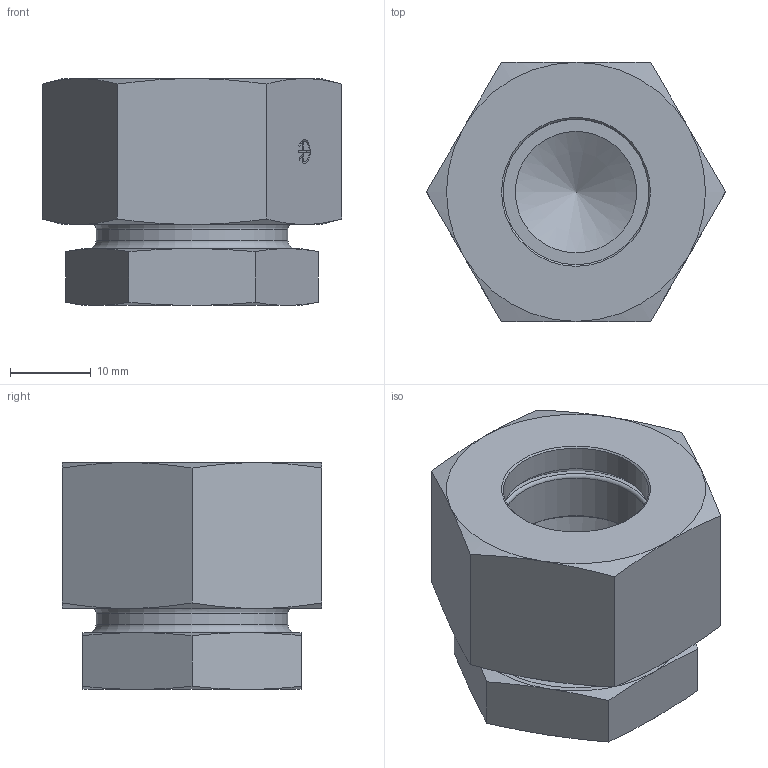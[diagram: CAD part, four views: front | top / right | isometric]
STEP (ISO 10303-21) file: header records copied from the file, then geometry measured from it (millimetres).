
FILE_DESCRIPTION(/* description */ (''),/* implementation_level */ '2;1');
FILE_NAME(/* name */ 'rov_18_l.stp',/* time_stamp */ '2017-02-09T10:36:45+01:00',/* author */ ('leitheußer'),/* organization */ (''),/* preprocessor_version */ 'ST-DEVELOPER v15.6',/* originating_system */ 'Autodesk Inventor LT ',/* authorisation */ '');
FILE_SCHEMA (('AUTOMOTIVE_DESIGN { 1 0 10303 214 3 1 1 }'));
Length unit declared in the file: millimetre
Products named in the file (1): Assembly TN 296 - 18L
Bounding box: 36.95 x 32 x 28 mm (x, y, z)
Volume: 16829.9 mm3; surface area: 9238.9 mm2
Topology: 3 solids, 3 shells, 95 faces, 203 edges, 122 vertices
Faces by surface type: plane 38, cone 36, cylinder 15, torus 6
Full cylindrical faces by diameter (mm): 15 x1, 18 x3, 20.3 x1, 22 x1, 23.7 x1, 24.4 x1, 26 x1
Entity records: 2355 total; most frequent: CARTESIAN_POINT 484, DIRECTION 388, ORIENTED_EDGE 346, EDGE_CURVE 173, AXIS2_PLACEMENT_3D 167, EDGE_LOOP 134, VERTEX_POINT 119, FACE_OUTER_BOUND 95
